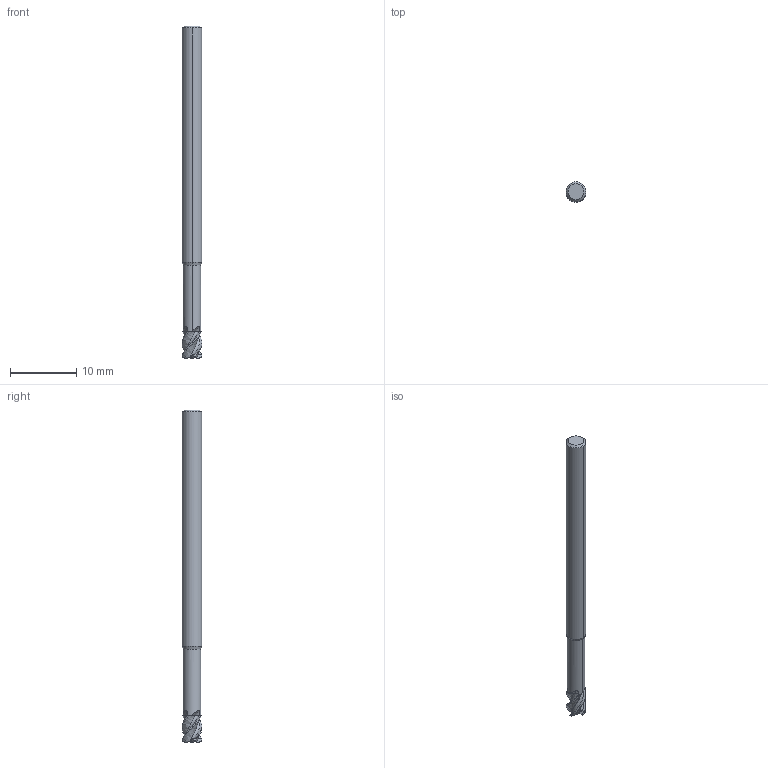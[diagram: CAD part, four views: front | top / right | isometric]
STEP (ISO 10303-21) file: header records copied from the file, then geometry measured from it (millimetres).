
FILE_DESCRIPTION(('no description'),'unknown implementation level');
FILE_NAME('K202253-3_0_3-Detail.stp',' ',('CIMSOURCE GmbH'),('CADClick - KiM GmbH - www.kimweb.de'),'unknown preprocess','ACIS','unknown authorization');
FILE_SCHEMA(('automotive_design'));
Length unit declared in the file: millimetre
Products named in the file (2): NOCUT; CUT
Bounding box: 3 x 3 x 50 mm (x, y, z)
Volume: 325.1 mm3; surface area: 515.9 mm2
Topology: 2 solids, 2 shells, 126 faces, 358 edges, 234 vertices
Faces by surface type: plane 50, bspline 36, cone 14, revolution 12, cylinder 10, torus 4
Entity records: 16521 total; most frequent: CARTESIAN_POINT 9582, STYLED_ITEM 720, PRESENTATION_STYLE_ASSIGNMENT 720, COLOUR_RGB 720, ORIENTED_EDGE 716, DIRECTION 468, EDGE_CURVE 358, CURVE_STYLE 358
